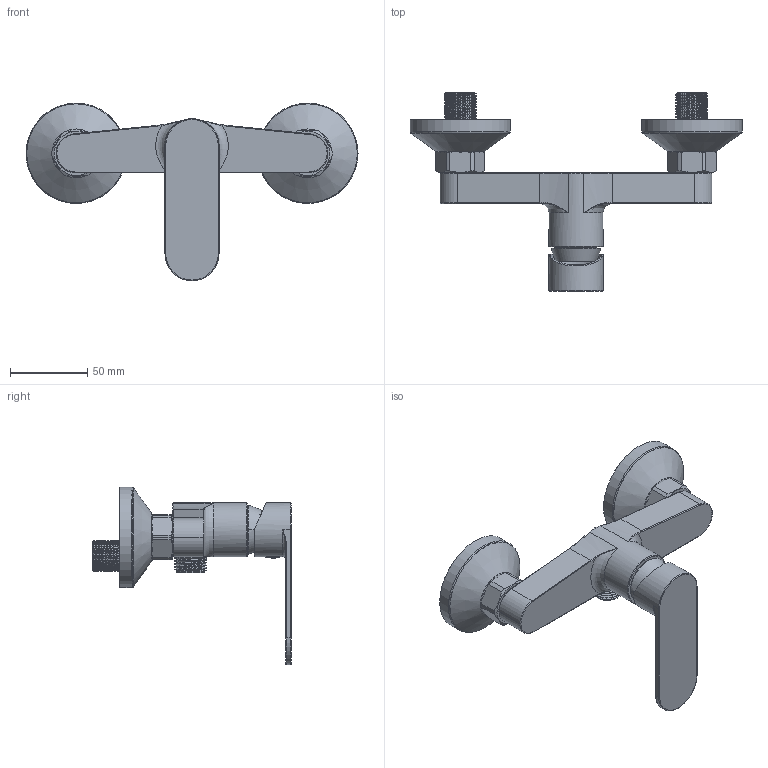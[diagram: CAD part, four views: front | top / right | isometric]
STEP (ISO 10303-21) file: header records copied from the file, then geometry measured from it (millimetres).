
FILE_DESCRIPTION(('HOOPS Exchange Step'),'2;1');
FILE_NAME('temp_export','2024-02-20T14:32:22+01:00',('CiBrutta'),('Shapr3D Limited'),'HOOPS Exchange 2023.2','Shapr3D','Authorized');
FILE_SCHEMA( ('AUTOMOTIVE_DESIGN { 1 0 10303 214 1 1 1 1 }') );
Length unit declared in the file: millimetre
Products named in the file (23): AUNO400C001; SSRMAC0014; SORMAC0011; SGRMAC0004; SCCMAC0008; AUNO005C001; SVGMAC0006; SPLMAC0004; SSRMAC0001; SORMAC0009; SSRMAC0006; SGEMAC0001; SRSMAC0003; SGUMAC0005; SPRMAA0003; uno0010.stp; root
Assembly tree (22 placements, depth 4):
  root
    uno0010.stp
      AUNO400C001
      SSRMAC0014
      SORMAC0011
      SGRMAC0004
      SCCMAC0008
      AUNO005C001
      SVGMAC0006
      SPLMAC0004
      SSRMAC0001
      SSRMAC0001
      SORMAC0009
      SORMAC0009
      SSRMAC0006
      SSRMAC0006
      SPRMAA0003
        SGEMAC0001
        SGEMAC0001
        SRSMAC0003
        SRSMAC0003
        SGUMAC0005
        SGUMAC0005
Bounding box: 215 x 128.5 x 115.1 mm (x, y, z)
Volume: 91868.9 mm3; surface area: 112167.5 mm2
Topology: 20 solids, 26 shells, 3484 faces, 10129 edges, 6717 vertices
Faces by surface type: plane 1948, cylinder 1081, bspline 260, cone 76, torus 73, extrusion 40, sphere 6
Full cylindrical faces by diameter (mm): 1 x2, 3.3 x2, 4.2 x2, 5 x7, 6 x2, 6.5 x1, 8 x2, 9.2 x1, 9.5 x1, 9.8 x2, 10 x2, 11 x1, 11.9 x3, 12.5 x1, 14.5 x2, 15 x1, 16 x2, 16.3 x2, 16.8 x2, 17 x2, 18 x2, 18.2 x1, 19 x2, 20 x1, 20.6 x4, 21 x6, 21.5 x2, 23 x2, 24.3 x2, 24.5 x10
Entity records: 186763 total; most frequent: CARTESIAN_POINT 106295, ORIENTED_EDGE 20210, DIRECTION 11465, EDGE_CURVE 10115, VERTEX_POINT 6715, B_SPLINE_CURVE_WITH_KNOTS 5926, AXIS2_PLACEMENT_3D 4042, EDGE_LOOP 3562
